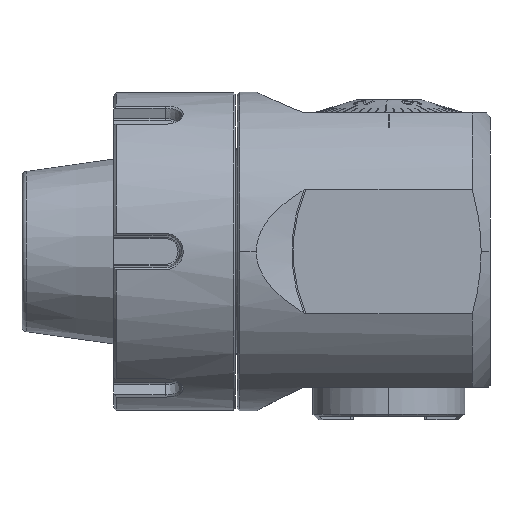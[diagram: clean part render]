
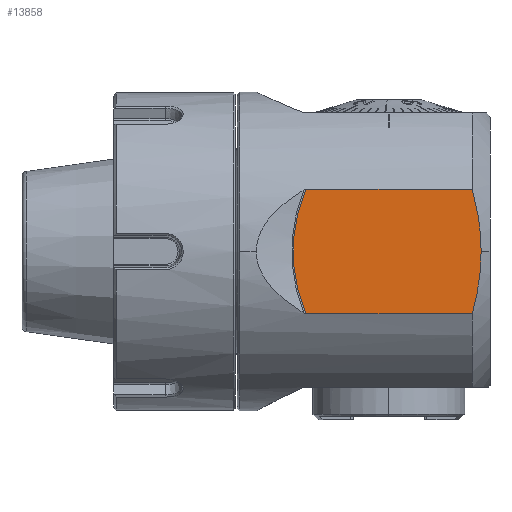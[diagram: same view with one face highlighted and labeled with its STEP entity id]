
A CAD part, front view. The second image highlights one B-rep face of the part: STEP entity #13858.
In plain terms, the highlighted planar face has unit normal (0, -1, 0).
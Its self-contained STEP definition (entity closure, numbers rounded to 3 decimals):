
#524 = CARTESIAN_POINT ( 'NONE',  ( 46.5, -29., -12.298 ) ) ;
#1826 = CIRCLE ( 'NONE', #16229, 31.364 ) ;
#2548 = CARTESIAN_POINT ( 'NONE',  ( 46.5, -29., -12.298 ) ) ;
#2557 = ORIENTED_EDGE ( 'NONE', *, *, #4848, .F. ) ;
#2692 = B_SPLINE_CURVE_WITH_KNOTS ( 'NONE', 3,
 ( #7345, #7500, #4830, #20242, #17723, #27469, #12531, #7670 ),
 .UNSPECIFIED., .F., .F.,
 ( 4, 2, 2, 4 ),
 ( 0.018, 0.021, 0.024, 0.03 ),
 .UNSPECIFIED. ) ;
#2826 = DIRECTION ( 'NONE',  ( -1., 0., 0. ) ) ;
#4830 = CARTESIAN_POINT ( 'NONE',  ( 47.021, -29., 10.291 ) ) ;
#4848 = EDGE_CURVE ( 'NONE', #8119, #31401, #15058, .T. ) ;
#6322 = DIRECTION ( 'NONE',  ( 0., 0., 1. ) ) ;
#7098 = AXIS2_PLACEMENT_3D ( 'NONE', #11172, #26770, #6322 ) ;
#7345 = CARTESIAN_POINT ( 'NONE',  ( 46.5, -29., 12.298 ) ) ;
#7500 = CARTESIAN_POINT ( 'NONE',  ( 46.773, -29., 11.299 ) ) ;
#7558 = CARTESIAN_POINT ( 'NONE',  ( 47.452, -29., -8.267 ) ) ;
#7670 = CARTESIAN_POINT ( 'NONE',  ( 48.251, -29., 0. ) ) ;
#8119 = VERTEX_POINT ( 'NONE', #524 ) ;
#8152 = CARTESIAN_POINT ( 'NONE',  ( 42.44, -29., 0. ) ) ;
#8329 = EDGE_CURVE ( 'NONE', #18582, #15316, #2692, .T. ) ;
#10407 = CARTESIAN_POINT ( 'NONE',  ( 48.251, -29., -2.066 ) ) ;
#11172 = CARTESIAN_POINT ( 'NONE',  ( 42.44, -29., 0. ) ) ;
#12531 = CARTESIAN_POINT ( 'NONE',  ( 48.251, -29., 2.066 ) ) ;
#13858 = ADVANCED_FACE ( 'NONE', ( #31469 ), #14193, .F. ) ;
#14151 = ORIENTED_EDGE ( 'NONE', *, *, #33061, .F. ) ;
#14193 = PLANE ( 'NONE',  #7098 ) ;
#14488 = VERTEX_POINT ( 'NONE', #17153 ) ;
#15058 = LINE ( 'NONE', #18738, #32791 ) ;
#15316 = VERTEX_POINT ( 'NONE', #26527 ) ;
#15353 = LINE ( 'NONE', #25575, #26363 ) ;
#15611 = EDGE_CURVE ( 'NONE', #31401, #14488, #1826, .T. ) ;
#16229 = AXIS2_PLACEMENT_3D ( 'NONE', #8152, #21047, #18553 ) ;
#16488 = EDGE_LOOP ( 'NONE', ( #25861, #14151, #23726, #2557, #28262 ) ) ;
#17153 = CARTESIAN_POINT ( 'NONE',  ( 13.588, -29., 12.298 ) ) ;
#17457 = CARTESIAN_POINT ( 'NONE',  ( 47.639, -29., -7.24 ) ) ;
#17723 = CARTESIAN_POINT ( 'NONE',  ( 47.643, -29., 7.219 ) ) ;
#17787 = CARTESIAN_POINT ( 'NONE',  ( 46.772, -29., -11.302 ) ) ;
#18553 = DIRECTION ( 'NONE',  ( 0., 0., 1. ) ) ;
#18582 = VERTEX_POINT ( 'NONE', #28917 ) ;
#18738 = CARTESIAN_POINT ( 'NONE',  ( -39.532, -29., -12.298 ) ) ;
#19307 = EDGE_CURVE ( 'NONE', #15316, #8119, #32341, .T. ) ;
#20242 = CARTESIAN_POINT ( 'NONE',  ( 47.455, -29., 8.252 ) ) ;
#21047 = DIRECTION ( 'NONE',  ( 0., 1., 0. ) ) ;
#22647 = CARTESIAN_POINT ( 'NONE',  ( 48.251, -29., 0. ) ) ;
#23726 = ORIENTED_EDGE ( 'NONE', *, *, #15611, .F. ) ;
#25490 = CARTESIAN_POINT ( 'NONE',  ( 47.019, -29., -10.297 ) ) ;
#25575 = CARTESIAN_POINT ( 'NONE',  ( -39.532, -29., 12.298 ) ) ;
#25861 = ORIENTED_EDGE ( 'NONE', *, *, #8329, .F. ) ;
#26363 = VECTOR ( 'NONE', #28421, 1000. ) ;
#26527 = CARTESIAN_POINT ( 'NONE',  ( 48.251, -29., 0. ) ) ;
#26770 = DIRECTION ( 'NONE',  ( 0., 1., 0. ) ) ;
#27469 = CARTESIAN_POINT ( 'NONE',  ( 48.094, -29., 4.129 ) ) ;
#27683 = CARTESIAN_POINT ( 'NONE',  ( 13.588, -29., -12.298 ) ) ;
#28262 = ORIENTED_EDGE ( 'NONE', *, *, #19307, .F. ) ;
#28421 = DIRECTION ( 'NONE',  ( 1., 0., 0. ) ) ;
#28917 = CARTESIAN_POINT ( 'NONE',  ( 46.5, -29., 12.298 ) ) ;
#30528 = CARTESIAN_POINT ( 'NONE',  ( 48.094, -29., -4.134 ) ) ;
#31401 = VERTEX_POINT ( 'NONE', #27683 ) ;
#31469 = FACE_OUTER_BOUND ( 'NONE', #16488, .T. ) ;
#32341 = B_SPLINE_CURVE_WITH_KNOTS ( 'NONE', 3,
 ( #22647, #10407, #30528, #17457, #7558, #25490, #17787, #2548 ),
 .UNSPECIFIED., .F., .F.,
 ( 4, 2, 2, 4 ),
 ( 0.03, 0.037, 0.04, 0.043 ),
 .UNSPECIFIED. ) ;
#32791 = VECTOR ( 'NONE', #2826, 1000. ) ;
#33061 = EDGE_CURVE ( 'NONE', #14488, #18582, #15353, .T. ) ;
